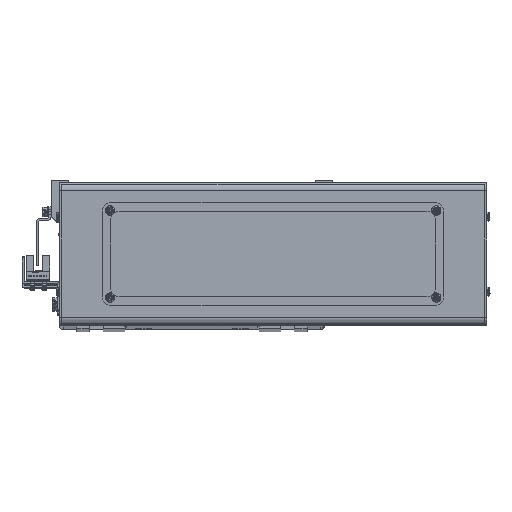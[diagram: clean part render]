
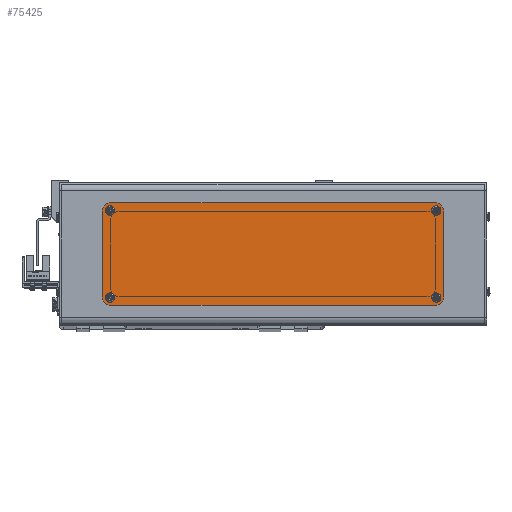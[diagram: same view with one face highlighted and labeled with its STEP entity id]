
A CAD part, top view. The second image highlights one B-rep face of the part: STEP entity #75425.
In plain terms, the highlighted planar face has unit normal (0, 0, 1).
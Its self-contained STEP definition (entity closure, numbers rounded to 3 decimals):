
#115 = DIRECTION ( 'NONE',  ( 0., 0., 1. ) ) ;
#237 = CARTESIAN_POINT ( 'NONE',  ( 95., -30., 2. ) ) ;
#1342 = ORIENTED_EDGE ( 'NONE', *, *, #50015, .F. ) ;
#1434 = CARTESIAN_POINT ( 'NONE',  ( -95., -25., 2. ) ) ;
#2016 = AXIS2_PLACEMENT_3D ( 'NONE', #83903, #44836, #5862 ) ;
#2059 = AXIS2_PLACEMENT_3D ( 'NONE', #39127, #115, #45665 ) ;
#2134 = AXIS2_PLACEMENT_3D ( 'NONE', #26132, #71734, #32698 ) ;
#2957 = DIRECTION ( 'NONE',  ( 0., 0., 1. ) ) ;
#3305 = ORIENTED_EDGE ( 'NONE', *, *, #36391, .F. ) ;
#3322 = CIRCLE ( 'NONE', #63734, 5. ) ;
#3898 = CIRCLE ( 'NONE', #16047, 5. ) ;
#3995 = DIRECTION ( 'NONE',  ( 1., 0., 0. ) ) ;
#4030 = ORIENTED_EDGE ( 'NONE', *, *, #25854, .T. ) ;
#4451 = ORIENTED_EDGE ( 'NONE', *, *, #37328, .F. ) ;
#4839 = VERTEX_POINT ( 'NONE', #12334 ) ;
#5439 = AXIS2_PLACEMENT_3D ( 'NONE', #60265, #21239, #66826 ) ;
#5581 = CARTESIAN_POINT ( 'NONE',  ( -100., -25., 2. ) ) ;
#5789 = CARTESIAN_POINT ( 'NONE',  ( 95., 30., 2. ) ) ;
#5862 = DIRECTION ( 'NONE',  ( 1., 0., 0. ) ) ;
#6226 = EDGE_CURVE ( 'NONE', #45633, #82635, #41131, .T. ) ;
#7354 = VERTEX_POINT ( 'NONE', #69538 ) ;
#7469 = CIRCLE ( 'NONE', #18824, 1.7 ) ;
#8005 = DIRECTION ( 'NONE',  ( 1., 0., 0. ) ) ;
#9567 = VERTEX_POINT ( 'NONE', #5789 ) ;
#10368 = CIRCLE ( 'NONE', #37254, 1.7 ) ;
#10937 = ORIENTED_EDGE ( 'NONE', *, *, #57203, .T. ) ;
#11904 = CIRCLE ( 'NONE', #2134, 1.7 ) ;
#12334 = CARTESIAN_POINT ( 'NONE',  ( -93.8, 25.5, 2. ) ) ;
#12528 = VERTEX_POINT ( 'NONE', #16210 ) ;
#12865 = ORIENTED_EDGE ( 'NONE', *, *, #63819, .T. ) ;
#12897 = VERTEX_POINT ( 'NONE', #28087 ) ;
#13227 = VECTOR ( 'NONE', #80031, 1000. ) ;
#13745 = CARTESIAN_POINT ( 'NONE',  ( 100., -25., 2. ) ) ;
#13936 = DIRECTION ( 'NONE',  ( 0., 0., 1. ) ) ;
#14938 = EDGE_CURVE ( 'NONE', #65511, #12897, #3898, .T. ) ;
#15281 = CARTESIAN_POINT ( 'NONE',  ( -95.5, -25.5, 2. ) ) ;
#16047 = AXIS2_PLACEMENT_3D ( 'NONE', #1434, #47016, #8005 ) ;
#16210 = CARTESIAN_POINT ( 'NONE',  ( -93.8, -25.5, 2. ) ) ;
#18824 = AXIS2_PLACEMENT_3D ( 'NONE', #41965, #2957, #48542 ) ;
#18999 = CARTESIAN_POINT ( 'NONE',  ( 93.8, -25.5, 2. ) ) ;
#19000 = FACE_BOUND ( 'NONE', #21655, .T. ) ;
#20971 = VECTOR ( 'NONE', #22163, 1000. ) ;
#21011 = FACE_BOUND ( 'NONE', #60233, .T. ) ;
#21239 = DIRECTION ( 'NONE',  ( 0., 0., 1. ) ) ;
#21489 = CIRCLE ( 'NONE', #33563, 1.7 ) ;
#21655 = EDGE_LOOP ( 'NONE', ( #4451, #75496 ) ) ;
#21828 = DIRECTION ( 'NONE',  ( 1., 0., 0. ) ) ;
#22163 = DIRECTION ( 'NONE',  ( -1., 0., 0. ) ) ;
#22981 = LINE ( 'NONE', #34985, #20971 ) ;
#25076 = CARTESIAN_POINT ( 'NONE',  ( -95., -25., 2. ) ) ;
#25854 = EDGE_CURVE ( 'NONE', #61787, #67028, #3322, .T. ) ;
#26132 = CARTESIAN_POINT ( 'NONE',  ( 95.5, 25.5, 2. ) ) ;
#27327 = EDGE_LOOP ( 'NONE', ( #47497, #73909 ) ) ;
#28087 = CARTESIAN_POINT ( 'NONE',  ( -95., -30., 2. ) ) ;
#29407 = CIRCLE ( 'NONE', #49464, 1.7 ) ;
#29563 = CARTESIAN_POINT ( 'NONE',  ( -100., 25., 2. ) ) ;
#30579 = CARTESIAN_POINT ( 'NONE',  ( 97.2, 25.5, 2. ) ) ;
#30945 = CARTESIAN_POINT ( 'NONE',  ( -95.5, 25.5, 2. ) ) ;
#31631 = DIRECTION ( 'NONE',  ( 1., 0., 0. ) ) ;
#32351 = CARTESIAN_POINT ( 'NONE',  ( -97.2, -25.5, 2. ) ) ;
#32698 = DIRECTION ( 'NONE',  ( 1., 0., 0. ) ) ;
#33297 = DIRECTION ( 'NONE',  ( 0., 0., 1. ) ) ;
#33455 = EDGE_CURVE ( 'NONE', #76587, #73253, #21489, .T. ) ;
#33563 = AXIS2_PLACEMENT_3D ( 'NONE', #82038, #42975, #3995 ) ;
#34001 = ORIENTED_EDGE ( 'NONE', *, *, #14938, .T. ) ;
#34154 = CARTESIAN_POINT ( 'NONE',  ( -100., -25., 2. ) ) ;
#34887 = EDGE_CURVE ( 'NONE', #7354, #9567, #58930, .T. ) ;
#34985 = CARTESIAN_POINT ( 'NONE',  ( -95., 30., 2. ) ) ;
#36281 = FACE_BOUND ( 'NONE', #54727, .T. ) ;
#36391 = EDGE_CURVE ( 'NONE', #51040, #37121, #40457, .T. ) ;
#36853 = EDGE_CURVE ( 'NONE', #73253, #76587, #11904, .T. ) ;
#37121 = VERTEX_POINT ( 'NONE', #67727 ) ;
#37254 = AXIS2_PLACEMENT_3D ( 'NONE', #72320, #33297, #78895 ) ;
#37328 = EDGE_CURVE ( 'NONE', #43612, #4839, #46451, .T. ) ;
#37478 = DIRECTION ( 'NONE',  ( 1., 0., 0. ) ) ;
#38189 = DIRECTION ( 'NONE',  ( 0., 0., 1. ) ) ;
#38807 = DIRECTION ( 'NONE',  ( 0., 1., 0. ) ) ;
#39127 = CARTESIAN_POINT ( 'NONE',  ( -95.5, -25.5, 2. ) ) ;
#40457 = CIRCLE ( 'NONE', #5439, 1.7 ) ;
#40756 = EDGE_LOOP ( 'NONE', ( #34001, #10937, #49513, #57296, #74887, #44962, #4030, #12865 ) ) ;
#41131 = CIRCLE ( 'NONE', #70544, 5. ) ;
#41965 = CARTESIAN_POINT ( 'NONE',  ( 95.5, -25.5, 2. ) ) ;
#42975 = DIRECTION ( 'NONE',  ( 0., 0., 1. ) ) ;
#43559 = CARTESIAN_POINT ( 'NONE',  ( 93.8, 25.5, 2. ) ) ;
#43612 = VERTEX_POINT ( 'NONE', #74220 ) ;
#44836 = DIRECTION ( 'NONE',  ( 0., 0., 1. ) ) ;
#44962 = ORIENTED_EDGE ( 'NONE', *, *, #81560, .T. ) ;
#45633 = VERTEX_POINT ( 'NONE', #64780 ) ;
#45665 = DIRECTION ( 'NONE',  ( 1., 0., 0. ) ) ;
#46451 = CIRCLE ( 'NONE', #74719, 1.7 ) ;
#47016 = DIRECTION ( 'NONE',  ( 0., 0., 1. ) ) ;
#47497 = ORIENTED_EDGE ( 'NONE', *, *, #36853, .F. ) ;
#47910 = LINE ( 'NONE', #34154, #13227 ) ;
#48152 = CIRCLE ( 'NONE', #2059, 1.7 ) ;
#48542 = DIRECTION ( 'NONE',  ( 1., 0., 0. ) ) ;
#49464 = AXIS2_PLACEMENT_3D ( 'NONE', #15281, #60876, #21828 ) ;
#49513 = ORIENTED_EDGE ( 'NONE', *, *, #6226, .T. ) ;
#50015 = EDGE_CURVE ( 'NONE', #60749, #12528, #48152, .T. ) ;
#51040 = VERTEX_POINT ( 'NONE', #18999 ) ;
#52346 = DIRECTION ( 'NONE',  ( 1., 0., 0. ) ) ;
#52870 = VECTOR ( 'NONE', #52346, 1000. ) ;
#52940 = CARTESIAN_POINT ( 'NONE',  ( -95., 25., 2. ) ) ;
#53613 = FACE_BOUND ( 'NONE', #27327, .T. ) ;
#54727 = EDGE_LOOP ( 'NONE', ( #1342, #73852 ) ) ;
#55079 = LINE ( 'NONE', #84412, #70383 ) ;
#57203 = EDGE_CURVE ( 'NONE', #12897, #45633, #70219, .T. ) ;
#57296 = ORIENTED_EDGE ( 'NONE', *, *, #72824, .T. ) ;
#57420 = EDGE_CURVE ( 'NONE', #12528, #60749, #29407, .T. ) ;
#58930 = CIRCLE ( 'NONE', #2016, 5. ) ;
#59523 = DIRECTION ( 'NONE',  ( 1., 0., 0. ) ) ;
#60233 = EDGE_LOOP ( 'NONE', ( #3305, #63653 ) ) ;
#60265 = CARTESIAN_POINT ( 'NONE',  ( 95.5, -25.5, 2. ) ) ;
#60749 = VERTEX_POINT ( 'NONE', #32351 ) ;
#60876 = DIRECTION ( 'NONE',  ( 0., 0., 1. ) ) ;
#61787 = VERTEX_POINT ( 'NONE', #82952 ) ;
#61946 = EDGE_CURVE ( 'NONE', #4839, #43612, #10368, .T. ) ;
#63653 = ORIENTED_EDGE ( 'NONE', *, *, #71405, .F. ) ;
#63734 = AXIS2_PLACEMENT_3D ( 'NONE', #52940, #13936, #59523 ) ;
#63819 = EDGE_CURVE ( 'NONE', #67028, #65511, #47910, .T. ) ;
#63893 = AXIS2_PLACEMENT_3D ( 'NONE', #25076, #70639, #31631 ) ;
#64144 = PLANE ( 'NONE',  #63893 ) ;
#64780 = CARTESIAN_POINT ( 'NONE',  ( 95., -30., 2. ) ) ;
#65511 = VERTEX_POINT ( 'NONE', #5581 ) ;
#66826 = DIRECTION ( 'NONE',  ( 1., 0., 0. ) ) ;
#67028 = VERTEX_POINT ( 'NONE', #29563 ) ;
#67727 = CARTESIAN_POINT ( 'NONE',  ( 97.2, -25.5, 2. ) ) ;
#69538 = CARTESIAN_POINT ( 'NONE',  ( 100., 25., 2. ) ) ;
#70219 = LINE ( 'NONE', #237, #52870 ) ;
#70383 = VECTOR ( 'NONE', #38807, 1000. ) ;
#70544 = AXIS2_PLACEMENT_3D ( 'NONE', #77216, #38189, #83790 ) ;
#70639 = DIRECTION ( 'NONE',  ( 0., 0., 1. ) ) ;
#70962 = FACE_OUTER_BOUND ( 'NONE', #40756, .T. ) ;
#71405 = EDGE_CURVE ( 'NONE', #37121, #51040, #7469, .T. ) ;
#71734 = DIRECTION ( 'NONE',  ( 0., 0., 1. ) ) ;
#72320 = CARTESIAN_POINT ( 'NONE',  ( -95.5, 25.5, 2. ) ) ;
#72824 = EDGE_CURVE ( 'NONE', #82635, #7354, #55079, .T. ) ;
#73253 = VERTEX_POINT ( 'NONE', #43559 ) ;
#73852 = ORIENTED_EDGE ( 'NONE', *, *, #57420, .F. ) ;
#73909 = ORIENTED_EDGE ( 'NONE', *, *, #33455, .F. ) ;
#74220 = CARTESIAN_POINT ( 'NONE',  ( -97.2, 25.5, 2. ) ) ;
#74719 = AXIS2_PLACEMENT_3D ( 'NONE', #30945, #76476, #37478 ) ;
#74887 = ORIENTED_EDGE ( 'NONE', *, *, #34887, .T. ) ;
#75425 = ADVANCED_FACE ( 'NONE', ( #21011, #53613, #70962, #19000, #36281 ), #64144, .T. ) ;
#75496 = ORIENTED_EDGE ( 'NONE', *, *, #61946, .F. ) ;
#76476 = DIRECTION ( 'NONE',  ( 0., 0., 1. ) ) ;
#76587 = VERTEX_POINT ( 'NONE', #30579 ) ;
#77216 = CARTESIAN_POINT ( 'NONE',  ( 95., -25., 2. ) ) ;
#78895 = DIRECTION ( 'NONE',  ( 1., 0., 0. ) ) ;
#80031 = DIRECTION ( 'NONE',  ( 0., -1., 0. ) ) ;
#81560 = EDGE_CURVE ( 'NONE', #9567, #61787, #22981, .T. ) ;
#82038 = CARTESIAN_POINT ( 'NONE',  ( 95.5, 25.5, 2. ) ) ;
#82635 = VERTEX_POINT ( 'NONE', #13745 ) ;
#82952 = CARTESIAN_POINT ( 'NONE',  ( -95., 30., 2. ) ) ;
#83790 = DIRECTION ( 'NONE',  ( 1., 0., 0. ) ) ;
#83903 = CARTESIAN_POINT ( 'NONE',  ( 95., 25., 2. ) ) ;
#84412 = CARTESIAN_POINT ( 'NONE',  ( 100., 25., 2. ) ) ;
